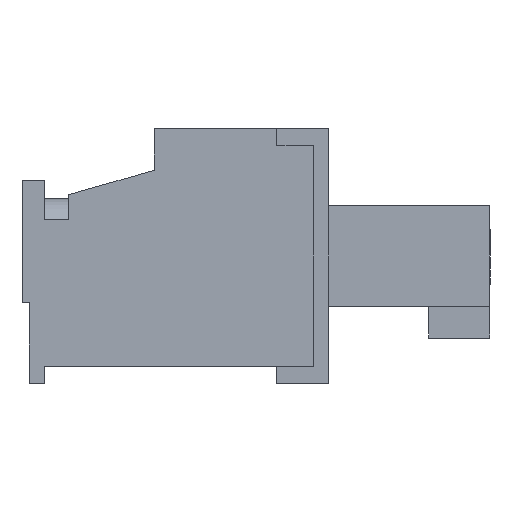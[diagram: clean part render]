
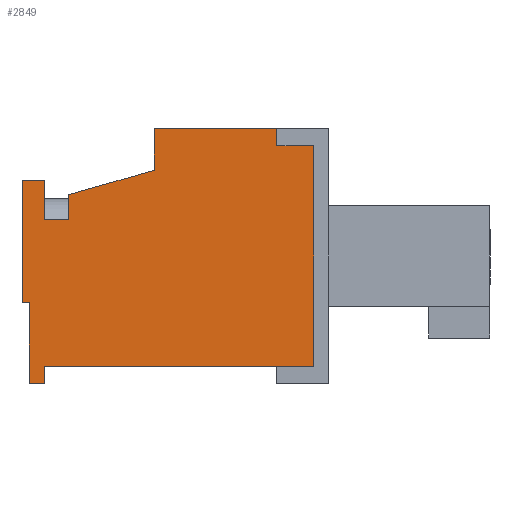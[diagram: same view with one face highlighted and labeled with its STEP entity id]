
A CAD part, left-side view. The second image highlights one B-rep face of the part: STEP entity #2849.
In plain terms, the highlighted planar face has unit normal (-1, 0, 0).
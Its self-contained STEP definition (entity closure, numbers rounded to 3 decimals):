
#87 = VECTOR ( 'NONE', #6836, 1000. ) ;
#672 = DIRECTION ( 'NONE',  ( 0., 1., 0. ) ) ;
#1159 = EDGE_CURVE ( 'NONE', #15802, #30522, #6231, .T. ) ;
#1584 = DIRECTION ( 'NONE',  ( 0., -0.275, -0.962 ) ) ;
#1889 = VECTOR ( 'NONE', #13533, 1000. ) ;
#1905 = DIRECTION ( 'NONE',  ( 0., 0., -1. ) ) ;
#2849 = ADVANCED_FACE ( 'NONE', ( #24513 ), #12006, .T. ) ;
#2895 = CARTESIAN_POINT ( 'NONE',  ( -3.5, 1.9, 6.661 ) ) ;
#3066 = CARTESIAN_POINT ( 'NONE',  ( -3.5, 0.946, 5.74 ) ) ;
#3336 = LINE ( 'NONE', #7137, #13751 ) ;
#4024 = VECTOR ( 'NONE', #17777, 1000. ) ;
#4361 = CARTESIAN_POINT ( 'NONE',  ( -3.5, -3.1, 5.76 ) ) ;
#4677 = VECTOR ( 'NONE', #25412, 1000. ) ;
#5550 = VERTEX_POINT ( 'NONE', #26527 ) ;
#5712 = EDGE_CURVE ( 'NONE', #15341, #19562, #6378, .T. ) ;
#6231 = LINE ( 'NONE', #26806, #11791 ) ;
#6240 = VECTOR ( 'NONE', #1905, 1000. ) ;
#6269 = CARTESIAN_POINT ( 'NONE',  ( -3.5, 4.5, 5.74 ) ) ;
#6278 = LINE ( 'NONE', #28575, #23840 ) ;
#6292 = CARTESIAN_POINT ( 'NONE',  ( -3.5, -3.5, 1.26 ) ) ;
#6336 = EDGE_CURVE ( 'NONE', #17766, #22815, #25013, .T. ) ;
#6378 = LINE ( 'NONE', #30449, #24677 ) ;
#6836 = DIRECTION ( 'NONE',  ( 0., 1., 0. ) ) ;
#7090 = DIRECTION ( 'NONE',  ( 0., 0., -1. ) ) ;
#7137 = CARTESIAN_POINT ( 'NONE',  ( -3.5, 1.9, 6.36 ) ) ;
#7307 = ORIENTED_EDGE ( 'NONE', *, *, #20475, .T. ) ;
#7339 = ORIENTED_EDGE ( 'NONE', *, *, #1159, .F. ) ;
#7633 = DIRECTION ( 'NONE',  ( 0., -1., 0. ) ) ;
#7795 = DIRECTION ( 'NONE',  ( 0., 0., -1. ) ) ;
#7913 = CARTESIAN_POINT ( 'NONE',  ( -3.5, -3.5, 1.26 ) ) ;
#8023 = ORIENTED_EDGE ( 'NONE', *, *, #10908, .F. ) ;
#8079 = ORIENTED_EDGE ( 'NONE', *, *, #10245, .T. ) ;
#8117 = VECTOR ( 'NONE', #7633, 1000. ) ;
#8811 = ORIENTED_EDGE ( 'NONE', *, *, #23863, .T. ) ;
#8910 = DIRECTION ( 'NONE',  ( 0., 0., 1. ) ) ;
#9096 = CARTESIAN_POINT ( 'NONE',  ( -3.5, -3.1, 6.66 ) ) ;
#9199 = ORIENTED_EDGE ( 'NONE', *, *, #15645, .F. ) ;
#9204 = ORIENTED_EDGE ( 'NONE', *, *, #16243, .T. ) ;
#9496 = DIRECTION ( 'NONE',  ( 0., 1., 0. ) ) ;
#9522 = VERTEX_POINT ( 'NONE', #10816 ) ;
#9587 = ORIENTED_EDGE ( 'NONE', *, *, #17499, .T. ) ;
#9783 = LINE ( 'NONE', #2895, #21701 ) ;
#9817 = ORIENTED_EDGE ( 'NONE', *, *, #22712, .F. ) ;
#10111 = CARTESIAN_POINT ( 'NONE',  ( -3.5, -4.5, -3.74 ) ) ;
#10245 = EDGE_CURVE ( 'NONE', #28632, #29810, #28847, .T. ) ;
#10465 = VERTEX_POINT ( 'NONE', #11591 ) ;
#10549 = CARTESIAN_POINT ( 'NONE',  ( -3.5, -3.1, 5.76 ) ) ;
#10816 = CARTESIAN_POINT ( 'NONE',  ( -3.5, -5.2, 1.26 ) ) ;
#10908 = EDGE_CURVE ( 'NONE', #28632, #15802, #22673, .T. ) ;
#11049 = ORIENTED_EDGE ( 'NONE', *, *, #5712, .F. ) ;
#11306 = LINE ( 'NONE', #15932, #1889 ) ;
#11389 = ORIENTED_EDGE ( 'NONE', *, *, #22539, .F. ) ;
#11423 = ORIENTED_EDGE ( 'NONE', *, *, #22283, .F. ) ;
#11591 = CARTESIAN_POINT ( 'NONE',  ( -3.5, -1.5, 5.76 ) ) ;
#11771 = LINE ( 'NONE', #6292, #4677 ) ;
#11791 = VECTOR ( 'NONE', #29263, 1000. ) ;
#12006 = PLANE ( 'NONE',  #26322 ) ;
#12735 = ORIENTED_EDGE ( 'NONE', *, *, #14247, .F. ) ;
#12830 = VERTEX_POINT ( 'NONE', #18359 ) ;
#13115 = CARTESIAN_POINT ( 'NONE',  ( -3.5, 4.5, 6.66 ) ) ;
#13185 = ORIENTED_EDGE ( 'NONE', *, *, #6336, .T. ) ;
#13373 = VERTEX_POINT ( 'NONE', #25142 ) ;
#13498 = CARTESIAN_POINT ( 'NONE',  ( -3.5, 5.2, 5.74 ) ) ;
#13533 = DIRECTION ( 'NONE',  ( 0., -1., 0. ) ) ;
#13701 = LINE ( 'NONE', #4361, #87 ) ;
#13751 = VECTOR ( 'NONE', #9496, 1000. ) ;
#14247 = EDGE_CURVE ( 'NONE', #17766, #10465, #13701, .T. ) ;
#14273 = CARTESIAN_POINT ( 'NONE',  ( -3.5, 0., 0. ) ) ;
#14371 = LINE ( 'NONE', #10111, #8117 ) ;
#14406 = CARTESIAN_POINT ( 'NONE',  ( -3.5, -5.2, -3.74 ) ) ;
#14621 = ORIENTED_EDGE ( 'NONE', *, *, #21996, .T. ) ;
#14737 = ORIENTED_EDGE ( 'NONE', *, *, #27819, .T. ) ;
#15105 = CARTESIAN_POINT ( 'NONE',  ( -3.5, -5.2, 6.66 ) ) ;
#15341 = VERTEX_POINT ( 'NONE', #22369 ) ;
#15502 = VECTOR ( 'NONE', #29531, 1000. ) ;
#15645 = EDGE_CURVE ( 'NONE', #19090, #5550, #6278, .T. ) ;
#15802 = VERTEX_POINT ( 'NONE', #13498 ) ;
#15932 = CARTESIAN_POINT ( 'NONE',  ( -3.5, 4.5, -5.24 ) ) ;
#16243 = EDGE_CURVE ( 'NONE', #19090, #18945, #14371, .T. ) ;
#16751 = DIRECTION ( 'NONE',  ( 0., 0., 1. ) ) ;
#16934 = CARTESIAN_POINT ( 'NONE',  ( -3.5, 1.9, 6.36 ) ) ;
#17228 = LINE ( 'NONE', #26524, #29412 ) ;
#17339 = CARTESIAN_POINT ( 'NONE',  ( -3.5, -3.1, 4.76 ) ) ;
#17343 = LINE ( 'NONE', #15105, #18860 ) ;
#17499 = EDGE_CURVE ( 'NONE', #18945, #9522, #17228, .T. ) ;
#17766 = VERTEX_POINT ( 'NONE', #10549 ) ;
#17768 = VECTOR ( 'NONE', #8910, 1000. ) ;
#17777 = DIRECTION ( 'NONE',  ( 0., 0., -1. ) ) ;
#18083 = CARTESIAN_POINT ( 'NONE',  ( -3.5, 5.2, 6.36 ) ) ;
#18276 = CARTESIAN_POINT ( 'NONE',  ( -3.5, -3.1, 5.76 ) ) ;
#18359 = CARTESIAN_POINT ( 'NONE',  ( -3.5, -1.5, 4.76 ) ) ;
#18829 = LINE ( 'NONE', #23425, #6240 ) ;
#18860 = VECTOR ( 'NONE', #672, 1000. ) ;
#18945 = VERTEX_POINT ( 'NONE', #14406 ) ;
#19090 = VERTEX_POINT ( 'NONE', #29931 ) ;
#19562 = VERTEX_POINT ( 'NONE', #7913 ) ;
#20475 = EDGE_CURVE ( 'NONE', #22445, #30522, #3336, .T. ) ;
#21701 = VECTOR ( 'NONE', #7795, 1000. ) ;
#21996 = EDGE_CURVE ( 'NONE', #22815, #13373, #17343, .T. ) ;
#22283 = EDGE_CURVE ( 'NONE', #10465, #12830, #18829, .T. ) ;
#22369 = CARTESIAN_POINT ( 'NONE',  ( -3.5, -2.5, 4.76 ) ) ;
#22445 = VERTEX_POINT ( 'NONE', #16934 ) ;
#22539 = EDGE_CURVE ( 'NONE', #12830, #15341, #29120, .T. ) ;
#22617 = VECTOR ( 'NONE', #27137, 1000. ) ;
#22673 = LINE ( 'NONE', #3066, #15502 ) ;
#22712 = EDGE_CURVE ( 'NONE', #19562, #9522, #11771, .T. ) ;
#22815 = VERTEX_POINT ( 'NONE', #9096 ) ;
#23252 = EDGE_LOOP ( 'NONE', ( #7307, #7339, #8023, #8079, #8811, #9199, #9204, #9587, #9817, #11049, #11389, #11423, #12735, #13185, #14621, #14737 ) ) ;
#23425 = CARTESIAN_POINT ( 'NONE',  ( -3.5, -1.5, 5.76 ) ) ;
#23840 = VECTOR ( 'NONE', #7090, 1000. ) ;
#23863 = EDGE_CURVE ( 'NONE', #29810, #5550, #11306, .T. ) ;
#24513 = FACE_OUTER_BOUND ( 'NONE', #23252, .T. ) ;
#24626 = CARTESIAN_POINT ( 'NONE',  ( -3.5, 4.5, -5.24 ) ) ;
#24677 = VECTOR ( 'NONE', #1584, 1000. ) ;
#25013 = LINE ( 'NONE', #18276, #17768 ) ;
#25142 = CARTESIAN_POINT ( 'NONE',  ( -3.5, 1.9, 6.66 ) ) ;
#25412 = DIRECTION ( 'NONE',  ( 0., -1., 0. ) ) ;
#26322 = AXIS2_PLACEMENT_3D ( 'NONE', #14273, #31276, #16751 ) ;
#26524 = CARTESIAN_POINT ( 'NONE',  ( -3.5, -5.2, -5.24 ) ) ;
#26527 = CARTESIAN_POINT ( 'NONE',  ( -3.5, -4.5, -5.24 ) ) ;
#26806 = CARTESIAN_POINT ( 'NONE',  ( -3.5, 5.2, 5.74 ) ) ;
#27137 = DIRECTION ( 'NONE',  ( 0., -1., 0. ) ) ;
#27819 = EDGE_CURVE ( 'NONE', #13373, #22445, #9783, .T. ) ;
#28575 = CARTESIAN_POINT ( 'NONE',  ( -3.5, -4.5, -3.74 ) ) ;
#28632 = VERTEX_POINT ( 'NONE', #6269 ) ;
#28847 = LINE ( 'NONE', #13115, #4024 ) ;
#28973 = DIRECTION ( 'NONE',  ( 0., 0., 1. ) ) ;
#29120 = LINE ( 'NONE', #17339, #22617 ) ;
#29263 = DIRECTION ( 'NONE',  ( 0., 0., 1. ) ) ;
#29412 = VECTOR ( 'NONE', #28973, 1000. ) ;
#29531 = DIRECTION ( 'NONE',  ( 0., 1., 0. ) ) ;
#29810 = VERTEX_POINT ( 'NONE', #24626 ) ;
#29931 = CARTESIAN_POINT ( 'NONE',  ( -3.5, -4.5, -3.74 ) ) ;
#30449 = CARTESIAN_POINT ( 'NONE',  ( -3.5, -3.5, 1.26 ) ) ;
#30522 = VERTEX_POINT ( 'NONE', #18083 ) ;
#31276 = DIRECTION ( 'NONE',  ( -1., 0., 0. ) ) ;
